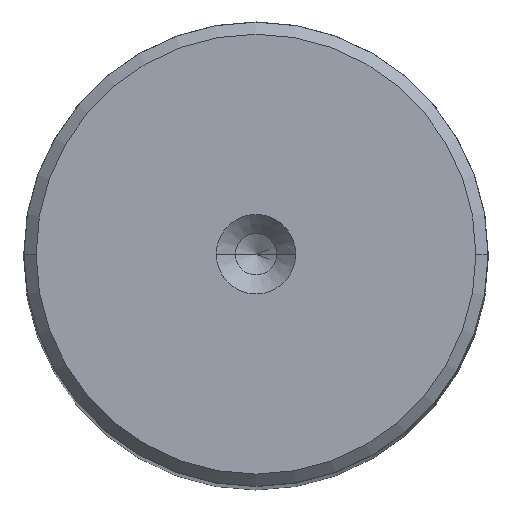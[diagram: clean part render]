
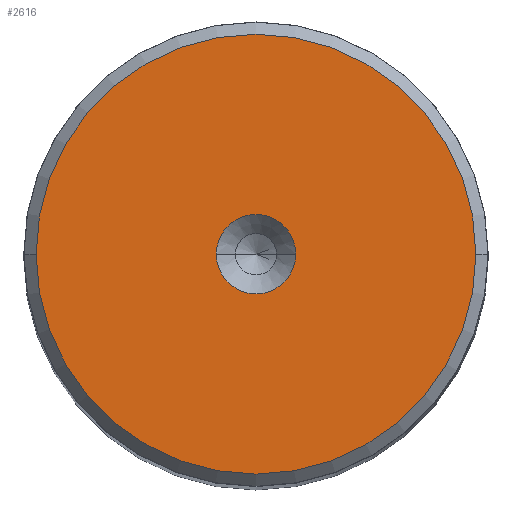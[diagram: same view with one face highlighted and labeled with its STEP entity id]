
A CAD part, top view. The second image highlights one B-rep face of the part: STEP entity #2616.
In plain terms, the highlighted planar face has unit normal (0, 0, 1).
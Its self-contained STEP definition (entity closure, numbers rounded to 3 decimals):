
#84 = DIRECTION ( 'NONE',  ( 0., 0., 1. ) ) ;
#157 = CIRCLE ( 'NONE', #176, 21.314 ) ;
#176 = AXIS2_PLACEMENT_3D ( 'NONE', #2651, #1498, #2176 ) ;
#286 = AXIS2_PLACEMENT_3D ( 'NONE', #1948, #84, #2173 ) ;
#363 = CIRCLE ( 'NONE', #286, 3.85 ) ;
#555 = AXIS2_PLACEMENT_3D ( 'NONE', #2889, #2443, #1042 ) ;
#562 = VERTEX_POINT ( 'NONE', #2649 ) ;
#627 = FACE_BOUND ( 'NONE', #2029, .T. ) ;
#788 = FACE_OUTER_BOUND ( 'NONE', #2180, .T. ) ;
#1042 = DIRECTION ( 'NONE',  ( 1., 0., 0. ) ) ;
#1124 = EDGE_CURVE ( 'NONE', #2664, #2545, #157, .T. ) ;
#1249 = ORIENTED_EDGE ( 'NONE', *, *, #2725, .F. ) ;
#1252 = CARTESIAN_POINT ( 'NONE',  ( 21.314, 0., 200. ) ) ;
#1308 = DIRECTION ( 'NONE',  ( 1., 0., 0. ) ) ;
#1483 = ORIENTED_EDGE ( 'NONE', *, *, #1611, .T. ) ;
#1498 = DIRECTION ( 'NONE',  ( 0., 0., 1. ) ) ;
#1541 = AXIS2_PLACEMENT_3D ( 'NONE', #2691, #2897, #1968 ) ;
#1611 = EDGE_CURVE ( 'NONE', #2545, #2664, #2877, .T. ) ;
#1771 = DIRECTION ( 'NONE',  ( 0., 0., 1. ) ) ;
#1786 = ORIENTED_EDGE ( 'NONE', *, *, #2686, .F. ) ;
#1917 = ORIENTED_EDGE ( 'NONE', *, *, #1124, .T. ) ;
#1948 = CARTESIAN_POINT ( 'NONE',  ( 0., 0., 200. ) ) ;
#1968 = DIRECTION ( 'NONE',  ( 1., 0., 0. ) ) ;
#2029 = EDGE_LOOP ( 'NONE', ( #1786, #1249 ) ) ;
#2173 = DIRECTION ( 'NONE',  ( 1., 0., 0. ) ) ;
#2176 = DIRECTION ( 'NONE',  ( 1., 0., 0. ) ) ;
#2180 = EDGE_LOOP ( 'NONE', ( #1483, #1917 ) ) ;
#2247 = CARTESIAN_POINT ( 'NONE',  ( 0., 0., 200. ) ) ;
#2443 = DIRECTION ( 'NONE',  ( 0., 0., 1. ) ) ;
#2489 = VERTEX_POINT ( 'NONE', #2848 ) ;
#2540 = AXIS2_PLACEMENT_3D ( 'NONE', #2247, #1771, #1308 ) ;
#2545 = VERTEX_POINT ( 'NONE', #2825 ) ;
#2616 = ADVANCED_FACE ( 'NONE', ( #627, #788 ), #2681, .T. ) ;
#2649 = CARTESIAN_POINT ( 'NONE',  ( 3.85, 0., 200. ) ) ;
#2651 = CARTESIAN_POINT ( 'NONE',  ( 0., 0., 200. ) ) ;
#2664 = VERTEX_POINT ( 'NONE', #1252 ) ;
#2681 = PLANE ( 'NONE',  #555 ) ;
#2686 = EDGE_CURVE ( 'NONE', #562, #2489, #2695, .T. ) ;
#2691 = CARTESIAN_POINT ( 'NONE',  ( 0., 0., 200. ) ) ;
#2695 = CIRCLE ( 'NONE', #1541, 3.85 ) ;
#2725 = EDGE_CURVE ( 'NONE', #2489, #562, #363, .T. ) ;
#2825 = CARTESIAN_POINT ( 'NONE',  ( -21.314, 0., 200. ) ) ;
#2848 = CARTESIAN_POINT ( 'NONE',  ( -3.85, 0., 200. ) ) ;
#2877 = CIRCLE ( 'NONE', #2540, 21.314 ) ;
#2889 = CARTESIAN_POINT ( 'NONE',  ( 0., 0., 200. ) ) ;
#2897 = DIRECTION ( 'NONE',  ( 0., 0., 1. ) ) ;
